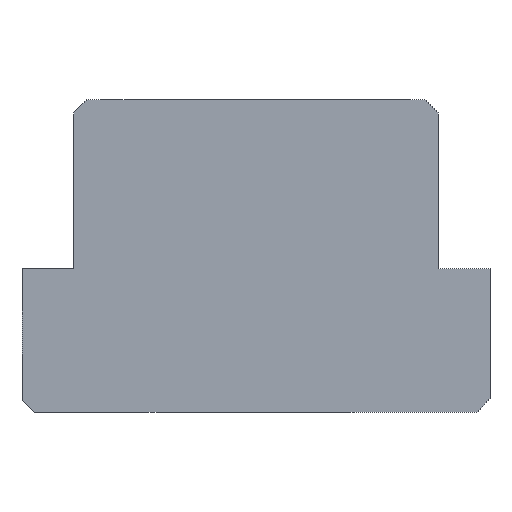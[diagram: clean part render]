
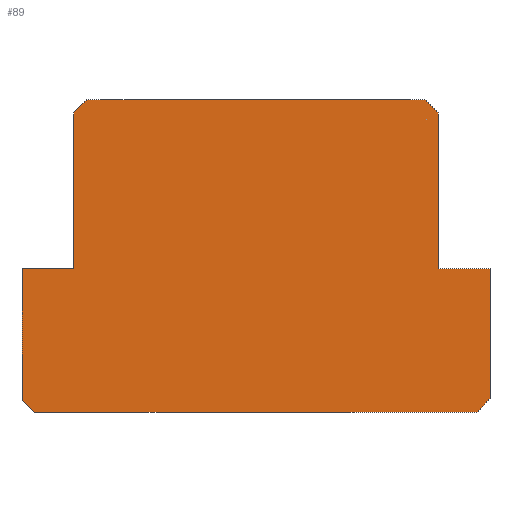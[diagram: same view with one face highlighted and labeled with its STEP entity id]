
A CAD part, front view. The second image highlights one B-rep face of the part: STEP entity #89.
In plain terms, the highlighted planar face has unit normal (0, -1, 0).
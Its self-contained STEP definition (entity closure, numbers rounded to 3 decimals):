
#89 = ADVANCED_FACE( '', ( #129 ), #130, .F. );
#129 = FACE_OUTER_BOUND( '', #174, .T. );
#130 = PLANE( '', #175 );
#174 = EDGE_LOOP( '', ( #282, #283, #284, #285, #286, #287, #288, #289, #290, #291, #292, #293 ) );
#175 = AXIS2_PLACEMENT_3D( '', #294, #295, #296 );
#282 = ORIENTED_EDGE( '', *, *, #342, .F. );
#283 = ORIENTED_EDGE( '', *, *, #356, .T. );
#284 = ORIENTED_EDGE( '', *, *, #353, .F. );
#285 = ORIENTED_EDGE( '', *, *, #351, .T. );
#286 = ORIENTED_EDGE( '', *, *, #326, .F. );
#287 = ORIENTED_EDGE( '', *, *, #363, .F. );
#288 = ORIENTED_EDGE( '', *, *, #364, .F. );
#289 = ORIENTED_EDGE( '', *, *, #360, .T. );
#290 = ORIENTED_EDGE( '', *, *, #365, .F. );
#291 = ORIENTED_EDGE( '', *, *, #357, .T. );
#292 = ORIENTED_EDGE( '', *, *, #366, .F. );
#293 = ORIENTED_EDGE( '', *, *, #344, .F. );
#294 = CARTESIAN_POINT( '', ( -7., -12.5, 12. ) );
#295 = DIRECTION( '', ( 0., 1., 0. ) );
#296 = DIRECTION( '', ( 0., 0., 1. ) );
#326 = EDGE_CURVE( '', #368, #369, #370, .T. );
#342 = EDGE_CURVE( '', #397, #399, #400, .T. );
#344 = EDGE_CURVE( '', #399, #402, #403, .T. );
#351 = EDGE_CURVE( '', #415, #369, #416, .F. );
#353 = EDGE_CURVE( '', #415, #418, #419, .T. );
#356 = EDGE_CURVE( '', #397, #418, #423, .F. );
#357 = EDGE_CURVE( '', #424, #425, #426, .F. );
#360 = EDGE_CURVE( '', #429, #430, #431, .F. );
#363 = EDGE_CURVE( '', #434, #368, #435, .T. );
#364 = EDGE_CURVE( '', #429, #434, #436, .T. );
#365 = EDGE_CURVE( '', #424, #430, #437, .T. );
#366 = EDGE_CURVE( '', #402, #425, #438, .T. );
#368 = VERTEX_POINT( '', #440 );
#369 = VERTEX_POINT( '', #441 );
#370 = LINE( '', #442, #443 );
#397 = VERTEX_POINT( '', #484 );
#399 = VERTEX_POINT( '', #487 );
#400 = LINE( '', #488, #489 );
#402 = VERTEX_POINT( '', #492 );
#403 = LINE( '', #493, #494 );
#415 = VERTEX_POINT( '', #507 );
#416 = LINE( '', #508, #509 );
#418 = VERTEX_POINT( '', #512 );
#419 = LINE( '', #513, #514 );
#423 = LINE( '', #519, #520 );
#424 = VERTEX_POINT( '', #521 );
#425 = VERTEX_POINT( '', #522 );
#426 = LINE( '', #523, #524 );
#429 = VERTEX_POINT( '', #529 );
#430 = VERTEX_POINT( '', #530 );
#431 = LINE( '', #531, #532 );
#434 = VERTEX_POINT( '', #537 );
#435 = LINE( '', #538, #539 );
#436 = LINE( '', #540, #541 );
#437 = LINE( '', #542, #543 );
#438 = LINE( '', #544, #545 );
#440 = CARTESIAN_POINT( '', ( -7., -12.5, 5.5 ) );
#441 = CARTESIAN_POINT( '', ( -7., -12.5, 11.5 ) );
#442 = CARTESIAN_POINT( '', ( -7., -12.5, 5.5 ) );
#443 = VECTOR( '', #548, 1000. );
#484 = CARTESIAN_POINT( '', ( 7., -12.5, 11.5 ) );
#487 = CARTESIAN_POINT( '', ( 7., -12.5, 5.5 ) );
#488 = CARTESIAN_POINT( '', ( 7., -12.5, 12. ) );
#489 = VECTOR( '', #564, 1000. );
#492 = CARTESIAN_POINT( '', ( 9., -12.5, 5.5 ) );
#493 = CARTESIAN_POINT( '', ( 7., -12.5, 5.5 ) );
#494 = VECTOR( '', #566, 1000. );
#507 = CARTESIAN_POINT( '', ( -6.5, -12.5, 12. ) );
#508 = CARTESIAN_POINT( '', ( -7., -12.5, 11.5 ) );
#509 = VECTOR( '', #583, 1000. );
#512 = CARTESIAN_POINT( '', ( 6.5, -12.5, 12. ) );
#513 = CARTESIAN_POINT( '', ( -7., -12.5, 12. ) );
#514 = VECTOR( '', #585, 1000. );
#519 = CARTESIAN_POINT( '', ( 6.5, -12.5, 12. ) );
#520 = VECTOR( '', #590, 1000. );
#521 = CARTESIAN_POINT( '', ( 8.5, -12.5, 0. ) );
#522 = CARTESIAN_POINT( '', ( 9., -12.5, 0.5 ) );
#523 = CARTESIAN_POINT( '', ( 9., -12.5, 0.5 ) );
#524 = VECTOR( '', #591, 1000. );
#529 = CARTESIAN_POINT( '', ( -9., -12.5, 0.5 ) );
#530 = CARTESIAN_POINT( '', ( -8.5, -12.5, 0. ) );
#531 = CARTESIAN_POINT( '', ( -8.5, -12.5, 0. ) );
#532 = VECTOR( '', #594, 1000. );
#537 = CARTESIAN_POINT( '', ( -9., -12.5, 5.5 ) );
#538 = CARTESIAN_POINT( '', ( -9., -12.5, 5.5 ) );
#539 = VECTOR( '', #597, 1000. );
#540 = CARTESIAN_POINT( '', ( -9., -12.5, 0. ) );
#541 = VECTOR( '', #598, 1000. );
#542 = CARTESIAN_POINT( '', ( 9., -12.5, 0. ) );
#543 = VECTOR( '', #599, 1000. );
#544 = CARTESIAN_POINT( '', ( 9., -12.5, 5.5 ) );
#545 = VECTOR( '', #600, 1000. );
#548 = DIRECTION( '', ( 0., 0., 1. ) );
#564 = DIRECTION( '', ( 0., 0., -1. ) );
#566 = DIRECTION( '', ( 1., 0., 0. ) );
#583 = DIRECTION( '', ( 0.707, 0., 0.707 ) );
#585 = DIRECTION( '', ( 1., 0., 0. ) );
#590 = DIRECTION( '', ( 0.707, 0., -0.707 ) );
#591 = DIRECTION( '', ( -0.707, 0., -0.707 ) );
#594 = DIRECTION( '', ( -0.707, 0., 0.707 ) );
#597 = DIRECTION( '', ( 1., 0., 0. ) );
#598 = DIRECTION( '', ( 0., 0., 1. ) );
#599 = DIRECTION( '', ( -1., 0., 0. ) );
#600 = DIRECTION( '', ( 0., 0., -1. ) );
